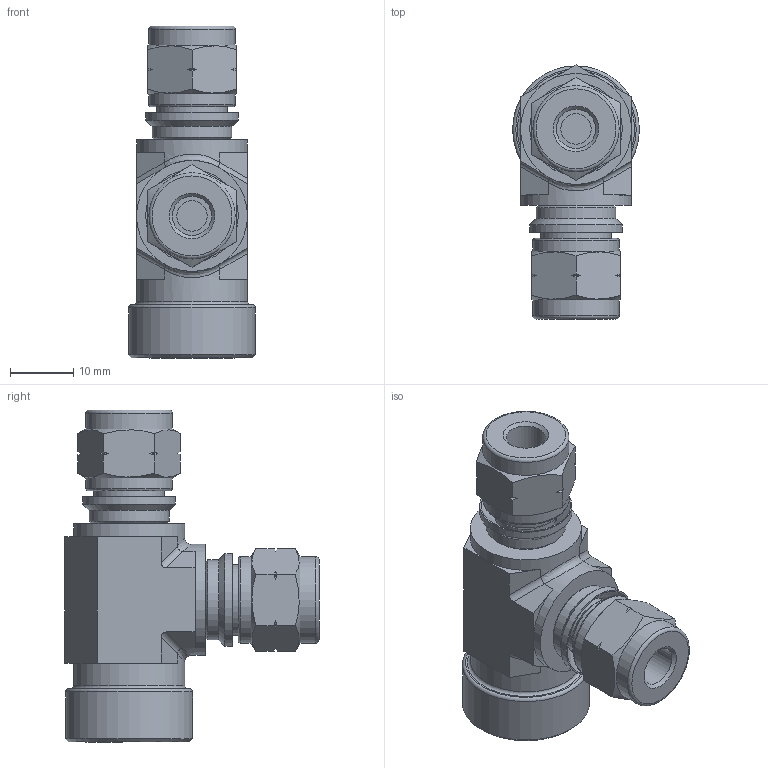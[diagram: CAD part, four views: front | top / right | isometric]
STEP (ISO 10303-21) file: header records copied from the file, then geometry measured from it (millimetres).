
FILE_DESCRIPTION(/* description */ (''),/* implementation_level */ '2;1');
FILE_NAME(/* name */ 'SFRTI-6M-4N.stp',/* time_stamp */ '2022-05-04T08:16:32+09:00',/* author */ ('user'),/* organization */ (''),/* preprocessor_version */ 'ST-DEVELOPER v18.1',/* originating_system */ 'Autodesk Inventor 2022',/* authorisation */ '');
FILE_SCHEMA (('AUTOMOTIVE_DESIGN { 1 0 10303 214 3 1 1 }'));
Length unit declared in the file: millimetre
Products named in the file (1): SFRT-6M-4N
Bounding box: 20 x 40.05 x 52.34 mm (x, y, z)
Volume: 13387.1 mm3; surface area: 6628.1 mm2
Topology: 1 solids, 1 shells, 133 faces, 301 edges, 184 vertices
Faces by surface type: plane 55, cone 43, cylinder 27, torus 6, bspline 2
Full cylindrical faces by diameter (mm): 4.8 x2, 6.2 x2, 9.3 x2, 9.8 x2, 10.5 x1, 11.112 x2, 12.6 x2, 13.6 x4, 14.6 x2, 17.5 x3, 20 x1
Entity records: 3704 total; most frequent: CARTESIAN_POINT 821, ORIENTED_EDGE 602, DIRECTION 601, EDGE_CURVE 301, AXIS2_PLACEMENT_3D 240, VERTEX_POINT 184, EDGE_LOOP 147, FACE_OUTER_BOUND 133
